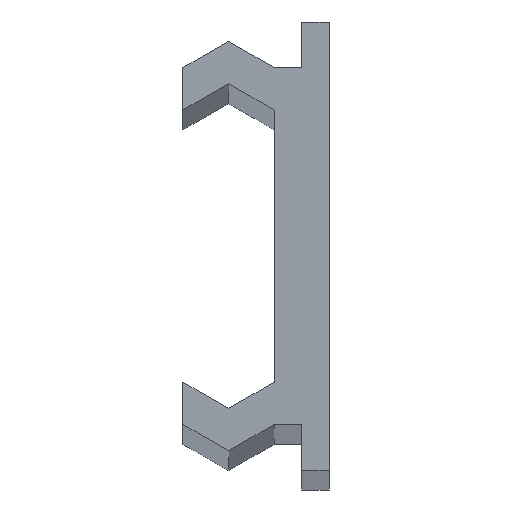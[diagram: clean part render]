
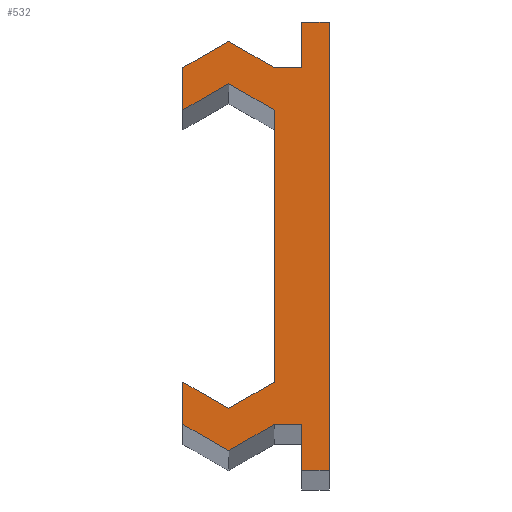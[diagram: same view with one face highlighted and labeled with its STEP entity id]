
A CAD part, top view. The second image highlights one B-rep face of the part: STEP entity #532.
In plain terms, the highlighted planar face has unit normal (0, 0, 1).
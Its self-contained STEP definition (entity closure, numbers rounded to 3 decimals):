
#5 = VERTEX_POINT ( 'NONE', #335 ) ;
#6 = VERTEX_POINT ( 'NONE', #23 ) ;
#16 = LINE ( 'NONE', #390, #516 ) ;
#19 = CARTESIAN_POINT ( 'NONE',  ( 0., 4.9, 125. ) ) ;
#21 = VERTEX_POINT ( 'NONE', #393 ) ;
#23 = CARTESIAN_POINT ( 'NONE',  ( -3.2, 2.975, 125. ) ) ;
#24 = CARTESIAN_POINT ( 'NONE',  ( -0.6, -3.9, 125. ) ) ;
#31 = CARTESIAN_POINT ( 'NONE',  ( -2.2, 4.477, 125. ) ) ;
#34 = VECTOR ( 'NONE', #223, 1000. ) ;
#35 = VECTOR ( 'NONE', #67, 1000. ) ;
#36 = DIRECTION ( 'NONE',  ( -0.866, -0.5, 0. ) ) ;
#37 = VERTEX_POINT ( 'NONE', #420 ) ;
#38 = DIRECTION ( 'NONE',  ( 0., -1., 0. ) ) ;
#40 = VERTEX_POINT ( 'NONE', #279 ) ;
#44 = VECTOR ( 'NONE', #611, 1000. ) ;
#46 = ORIENTED_EDGE ( 'NONE', *, *, #556, .T. ) ;
#52 = DIRECTION ( 'NONE',  ( 0., 0., 1. ) ) ;
#57 = VERTEX_POINT ( 'NONE', #196 ) ;
#67 = DIRECTION ( 'NONE',  ( -1., 0., 0. ) ) ;
#70 = DIRECTION ( 'NONE',  ( 0.866, -0.5, 0. ) ) ;
#73 = ORIENTED_EDGE ( 'NONE', *, *, #170, .T. ) ;
#74 = VECTOR ( 'NONE', #181, 1000. ) ;
#81 = ORIENTED_EDGE ( 'NONE', *, *, #499, .T. ) ;
#87 = LINE ( 'NONE', #224, #487 ) ;
#89 = VECTOR ( 'NONE', #70, 1000. ) ;
#92 = VECTOR ( 'NONE', #38, 1000. ) ;
#95 = LINE ( 'NONE', #144, #629 ) ;
#96 = DIRECTION ( 'NONE',  ( 0., -1., 0. ) ) ;
#104 = VECTOR ( 'NONE', #347, 1000. ) ;
#109 = CARTESIAN_POINT ( 'NONE',  ( -2.2, -4.477, 125. ) ) ;
#117 = CARTESIAN_POINT ( 'NONE',  ( -0.6, 4.9, 125. ) ) ;
#128 = VERTEX_POINT ( 'NONE', #639 ) ;
#131 = VECTOR ( 'NONE', #278, 1000. ) ;
#132 = CARTESIAN_POINT ( 'NONE',  ( 0., 0., 125. ) ) ;
#133 = VERTEX_POINT ( 'NONE', #235 ) ;
#144 = CARTESIAN_POINT ( 'NONE',  ( -1.2, -3.9, 125. ) ) ;
#145 = ORIENTED_EDGE ( 'NONE', *, *, #554, .T. ) ;
#146 = LINE ( 'NONE', #221, #34 ) ;
#156 = DIRECTION ( 'NONE',  ( 0.866, -0.5, 0. ) ) ;
#159 = LINE ( 'NONE', #551, #44 ) ;
#162 = ORIENTED_EDGE ( 'NONE', *, *, #552, .T. ) ;
#170 = EDGE_CURVE ( 'NONE', #234, #40, #208, .T. ) ;
#173 = ORIENTED_EDGE ( 'NONE', *, *, #448, .T. ) ;
#174 = ORIENTED_EDGE ( 'NONE', *, *, #479, .T. ) ;
#176 = LINE ( 'NONE', #493, #74 ) ;
#181 = DIRECTION ( 'NONE',  ( 1., 0., 0. ) ) ;
#185 = VERTEX_POINT ( 'NONE', #357 ) ;
#190 = CARTESIAN_POINT ( 'NONE',  ( -0.6, 3.9, 125. ) ) ;
#196 = CARTESIAN_POINT ( 'NONE',  ( -1.2, 3.9, 125. ) ) ;
#204 = CARTESIAN_POINT ( 'NONE',  ( -0.6, 3.9, 125. ) ) ;
#208 = LINE ( 'NONE', #280, #89 ) ;
#214 = VERTEX_POINT ( 'NONE', #24 ) ;
#216 = VECTOR ( 'NONE', #343, 1000. ) ;
#221 = CARTESIAN_POINT ( 'NONE',  ( 0., -4.9, 125. ) ) ;
#223 = DIRECTION ( 'NONE',  ( 1., 0., 0. ) ) ;
#224 = CARTESIAN_POINT ( 'NONE',  ( -3.2, -2.975, 125. ) ) ;
#225 = LINE ( 'NONE', #375, #529 ) ;
#234 = VERTEX_POINT ( 'NONE', #640 ) ;
#235 = CARTESIAN_POINT ( 'NONE',  ( -1.2, -3.9, 125. ) ) ;
#236 = CARTESIAN_POINT ( 'NONE',  ( -0.6, -4.9, 125. ) ) ;
#242 = CARTESIAN_POINT ( 'NONE',  ( 0., -4.9, 125. ) ) ;
#246 = LINE ( 'NONE', #515, #131 ) ;
#248 = DIRECTION ( 'NONE',  ( 0., -1., 0. ) ) ;
#253 = LINE ( 'NONE', #547, #362 ) ;
#254 = ORIENTED_EDGE ( 'NONE', *, *, #297, .T. ) ;
#256 = ORIENTED_EDGE ( 'NONE', *, *, #525, .T. ) ;
#258 = DIRECTION ( 'NONE',  ( 0.866, 0.5, 0. ) ) ;
#270 = ORIENTED_EDGE ( 'NONE', *, *, #476, .T. ) ;
#271 = ORIENTED_EDGE ( 'NONE', *, *, #296, .T. ) ;
#278 = DIRECTION ( 'NONE',  ( 0., 1., 0. ) ) ;
#279 = CARTESIAN_POINT ( 'NONE',  ( -1.2, 2.975, 125. ) ) ;
#280 = CARTESIAN_POINT ( 'NONE',  ( -2.2, 3.552, 125. ) ) ;
#281 = DIRECTION ( 'NONE',  ( 0., -1., 0. ) ) ;
#283 = EDGE_CURVE ( 'NONE', #21, #128, #580, .T. ) ;
#286 = CARTESIAN_POINT ( 'NONE',  ( -3.2, 2.975, 125. ) ) ;
#296 = EDGE_CURVE ( 'NONE', #324, #185, #246, .T. ) ;
#297 = EDGE_CURVE ( 'NONE', #185, #421, #407, .T. ) ;
#299 = ORIENTED_EDGE ( 'NONE', *, *, #320, .T. ) ;
#308 = PLANE ( 'NONE',  #374 ) ;
#318 = ORIENTED_EDGE ( 'NONE', *, *, #511, .T. ) ;
#320 = EDGE_CURVE ( 'NONE', #40, #21, #16, .T. ) ;
#324 = VERTEX_POINT ( 'NONE', #242 ) ;
#327 = CARTESIAN_POINT ( 'NONE',  ( -3.2, -3.9, 125. ) ) ;
#333 = LINE ( 'NONE', #652, #92 ) ;
#334 = VERTEX_POINT ( 'NONE', #31 ) ;
#335 = CARTESIAN_POINT ( 'NONE',  ( -3.2, -2.975, 125. ) ) ;
#343 = DIRECTION ( 'NONE',  ( 0.866, 0.5, 0. ) ) ;
#347 = DIRECTION ( 'NONE',  ( -1., 0., 0. ) ) ;
#357 = CARTESIAN_POINT ( 'NONE',  ( 0., 4.9, 125. ) ) ;
#362 = VECTOR ( 'NONE', #248, 1000. ) ;
#363 = CARTESIAN_POINT ( 'NONE',  ( -2.2, 4.477, 125. ) ) ;
#365 = EDGE_LOOP ( 'NONE', ( #254, #597, #173, #270, #174, #438, #616, #73, #299, #461, #81, #318, #145, #256, #577, #46, #162, #271 ) ) ;
#369 = DIRECTION ( 'NONE',  ( 1., 0., 0. ) ) ;
#374 = AXIS2_PLACEMENT_3D ( 'NONE', #132, #52, #369 ) ;
#375 = CARTESIAN_POINT ( 'NONE',  ( -3.2, -3.9, 125. ) ) ;
#376 = LINE ( 'NONE', #236, #536 ) ;
#383 = CARTESIAN_POINT ( 'NONE',  ( -0.6, -4.9, 125. ) ) ;
#390 = CARTESIAN_POINT ( 'NONE',  ( -1.2, 2.975, 125. ) ) ;
#393 = CARTESIAN_POINT ( 'NONE',  ( -1.2, -2.975, 125. ) ) ;
#407 = LINE ( 'NONE', #19, #35 ) ;
#415 = DIRECTION ( 'NONE',  ( -0.866, -0.5, 0. ) ) ;
#420 = CARTESIAN_POINT ( 'NONE',  ( -2.2, -4.477, 125. ) ) ;
#421 = VERTEX_POINT ( 'NONE', #117 ) ;
#438 = ORIENTED_EDGE ( 'NONE', *, *, #488, .T. ) ;
#448 = EDGE_CURVE ( 'NONE', #600, #57, #655, .T. ) ;
#449 = EDGE_CURVE ( 'NONE', #421, #600, #333, .T. ) ;
#461 = ORIENTED_EDGE ( 'NONE', *, *, #283, .T. ) ;
#463 = FACE_OUTER_BOUND ( 'NONE', #365, .T. ) ;
#476 = EDGE_CURVE ( 'NONE', #57, #334, #159, .T. ) ;
#479 = EDGE_CURVE ( 'NONE', #334, #585, #595, .T. ) ;
#487 = VECTOR ( 'NONE', #626, 1000. ) ;
#488 = EDGE_CURVE ( 'NONE', #585, #6, #253, .T. ) ;
#493 = CARTESIAN_POINT ( 'NONE',  ( -0.6, -3.9, 125. ) ) ;
#494 = EDGE_CURVE ( 'NONE', #6, #234, #664, .T. ) ;
#499 = EDGE_CURVE ( 'NONE', #128, #5, #87, .T. ) ;
#511 = EDGE_CURVE ( 'NONE', #5, #605, #225, .T. ) ;
#515 = CARTESIAN_POINT ( 'NONE',  ( 0., -4.9, 125. ) ) ;
#516 = VECTOR ( 'NONE', #588, 1000. ) ;
#525 = EDGE_CURVE ( 'NONE', #37, #133, #95, .T. ) ;
#529 = VECTOR ( 'NONE', #96, 1000. ) ;
#532 = ADVANCED_FACE ( 'NONE', ( #463 ), #308, .T. ) ;
#534 = EDGE_CURVE ( 'NONE', #133, #214, #176, .T. ) ;
#536 = VECTOR ( 'NONE', #281, 1000. ) ;
#547 = CARTESIAN_POINT ( 'NONE',  ( -3.2, 3.9, 125. ) ) ;
#551 = CARTESIAN_POINT ( 'NONE',  ( -1.2, 3.9, 125. ) ) ;
#552 = EDGE_CURVE ( 'NONE', #646, #324, #146, .T. ) ;
#554 = EDGE_CURVE ( 'NONE', #605, #37, #562, .T. ) ;
#556 = EDGE_CURVE ( 'NONE', #214, #646, #376, .T. ) ;
#557 = VECTOR ( 'NONE', #156, 1000. ) ;
#558 = VECTOR ( 'NONE', #36, 1000. ) ;
#562 = LINE ( 'NONE', #109, #557 ) ;
#563 = VECTOR ( 'NONE', #415, 1000. ) ;
#577 = ORIENTED_EDGE ( 'NONE', *, *, #534, .T. ) ;
#580 = LINE ( 'NONE', #658, #563 ) ;
#585 = VERTEX_POINT ( 'NONE', #644 ) ;
#588 = DIRECTION ( 'NONE',  ( 0., -1., 0. ) ) ;
#595 = LINE ( 'NONE', #363, #558 ) ;
#597 = ORIENTED_EDGE ( 'NONE', *, *, #449, .T. ) ;
#600 = VERTEX_POINT ( 'NONE', #190 ) ;
#605 = VERTEX_POINT ( 'NONE', #327 ) ;
#611 = DIRECTION ( 'NONE',  ( -0.866, 0.5, 0. ) ) ;
#616 = ORIENTED_EDGE ( 'NONE', *, *, #494, .T. ) ;
#626 = DIRECTION ( 'NONE',  ( -0.866, 0.5, 0. ) ) ;
#629 = VECTOR ( 'NONE', #258, 1000. ) ;
#639 = CARTESIAN_POINT ( 'NONE',  ( -2.2, -3.552, 125. ) ) ;
#640 = CARTESIAN_POINT ( 'NONE',  ( -2.2, 3.552, 125. ) ) ;
#644 = CARTESIAN_POINT ( 'NONE',  ( -3.2, 3.9, 125. ) ) ;
#646 = VERTEX_POINT ( 'NONE', #383 ) ;
#652 = CARTESIAN_POINT ( 'NONE',  ( -0.6, 4.9, 125. ) ) ;
#655 = LINE ( 'NONE', #204, #104 ) ;
#658 = CARTESIAN_POINT ( 'NONE',  ( -2.2, -3.552, 125. ) ) ;
#664 = LINE ( 'NONE', #286, #216 ) ;
